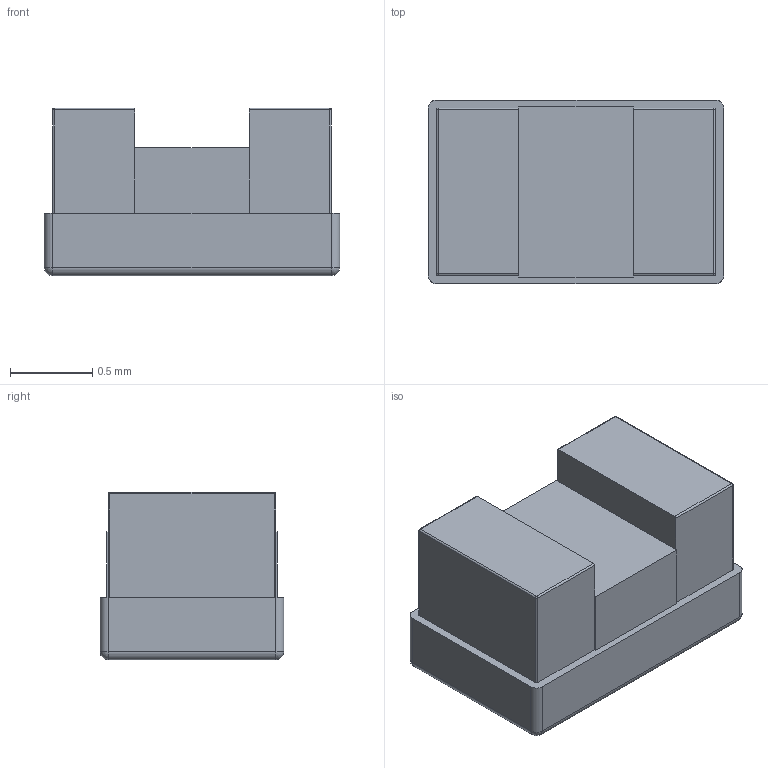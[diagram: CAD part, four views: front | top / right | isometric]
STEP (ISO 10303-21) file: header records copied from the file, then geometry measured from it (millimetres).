
FILE_DESCRIPTION (( 'STEP AP214' ), '1' );
FILE_NAME ('User Library-SLF_0603.STEP', '2018-04-13T12:23:02', ( '' ), ( '' ), 'SwSTEP 2.0', 'SolidWorks 2018', '' );
FILE_SCHEMA (( 'AUTOMOTIVE_DESIGN' ));
Length unit declared in the file: millimetre
Products named in the file (1): User Library-SLF_0603
Bounding box: 1.8 x 1.12 x 1.02 mm (x, y, z)
Volume: 1.7 mm3; surface area: 9.7 mm2
Topology: 1 solids, 1 shells, 49 faces, 118 edges, 64 vertices
Faces by surface type: plane 23, cylinder 18, sphere 8
Entity records: 1909 total; most frequent: DIRECTION 246, CARTESIAN_POINT 224, ORIENTED_EDGE 220, EDGE_CURVE 110, AXIS2_PLACEMENT_3D 86, VECTOR 74, LINE 74, VERTEX_POINT 64
